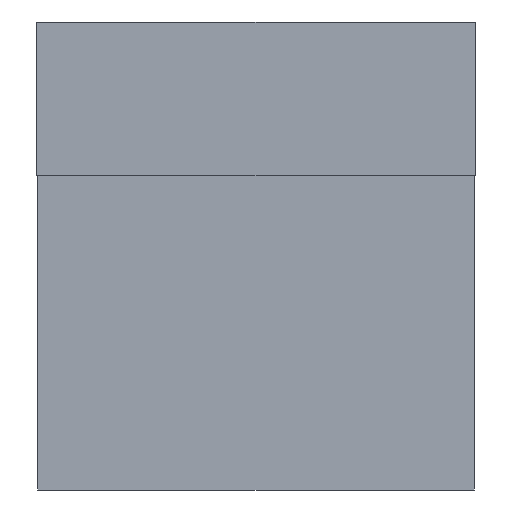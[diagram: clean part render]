
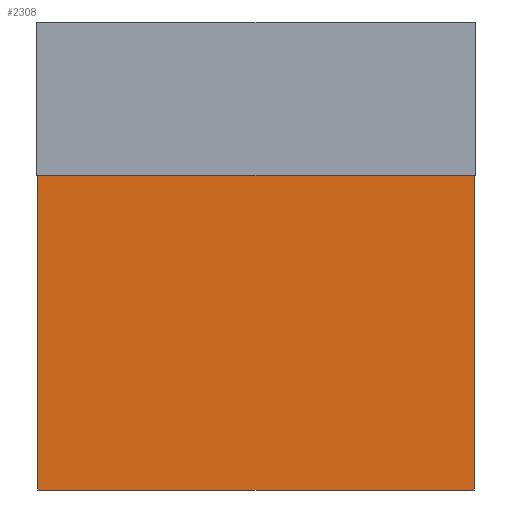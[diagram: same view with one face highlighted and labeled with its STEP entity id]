
A CAD part, front view. The second image highlights one B-rep face of the part: STEP entity #2308.
In plain terms, the highlighted planar face has unit normal (0, -1, 0).
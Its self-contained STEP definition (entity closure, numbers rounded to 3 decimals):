
#2290=AXIS2_PLACEMENT_3D('Plane Axis2P3D',#2287,#2288,#2289) ;
#2134=CARTESIAN_POINT('Vertex',(35.317,90.5,-27.017)) ;
#2137=CARTESIAN_POINT('Line Origine',(0.,90.5,-27.017)) ;
#2141=CARTESIAN_POINT('Vertex',(-35.317,90.5,-27.017)) ;
#2266=CARTESIAN_POINT('Vertex',(-35.317,90.5,24.)) ;
#2269=CARTESIAN_POINT('Line Origine',(0.,90.5,24.)) ;
#2273=CARTESIAN_POINT('Vertex',(35.317,90.5,24.)) ;
#2287=CARTESIAN_POINT('Axis2P3D Location',(0.,90.5,18.)) ;
#2292=CARTESIAN_POINT('Line Origine',(-35.317,90.5,-1.509)) ;
#2297=CARTESIAN_POINT('Line Origine',(35.317,90.5,-1.509)) ;
#2138=DIRECTION('Vector Direction',(1.,0.,0.)) ;
#2270=DIRECTION('Vector Direction',(1.,0.,0.)) ;
#2288=DIRECTION('Axis2P3D Direction',(0.,-1.,0.)) ;
#2289=DIRECTION('Axis2P3D XDirection',(0.,0.,-1.)) ;
#2293=DIRECTION('Vector Direction',(0.,0.,1.)) ;
#2298=DIRECTION('Vector Direction',(0.,0.,-1.)) ;
#2139=VECTOR('Line Direction',#2138,1.) ;
#2271=VECTOR('Line Direction',#2270,1.) ;
#2294=VECTOR('Line Direction',#2293,1.) ;
#2299=VECTOR('Line Direction',#2298,1.) ;
#2303=ORIENTED_EDGE('',*,*,#2296,.F.) ;
#2304=ORIENTED_EDGE('',*,*,#2143,.T.) ;
#2305=ORIENTED_EDGE('',*,*,#2301,.F.) ;
#2306=ORIENTED_EDGE('',*,*,#2275,.T.) ;
#2308=ADVANCED_FACE('Maniglia rotante rinviata lunghezza minima',(#2307),#2291,.T.) ;
#2143=EDGE_CURVE('',#2142,#2135,#2140,.T.) ;
#2275=EDGE_CURVE('',#2274,#2267,#2272,.F.) ;
#2296=EDGE_CURVE('',#2142,#2267,#2295,.T.) ;
#2301=EDGE_CURVE('',#2274,#2135,#2300,.T.) ;
#2302=EDGE_LOOP('',(#2303,#2304,#2305,#2306)) ;
#2307=FACE_OUTER_BOUND('',#2302,.T.) ;
#2140=LINE('Line',#2137,#2139) ;
#2272=LINE('Line',#2269,#2271) ;
#2295=LINE('Line',#2292,#2294) ;
#2300=LINE('Line',#2297,#2299) ;
#2291=PLANE('',#2290) ;
#2135=VERTEX_POINT('',#2134) ;
#2142=VERTEX_POINT('',#2141) ;
#2267=VERTEX_POINT('',#2266) ;
#2274=VERTEX_POINT('',#2273) ;
